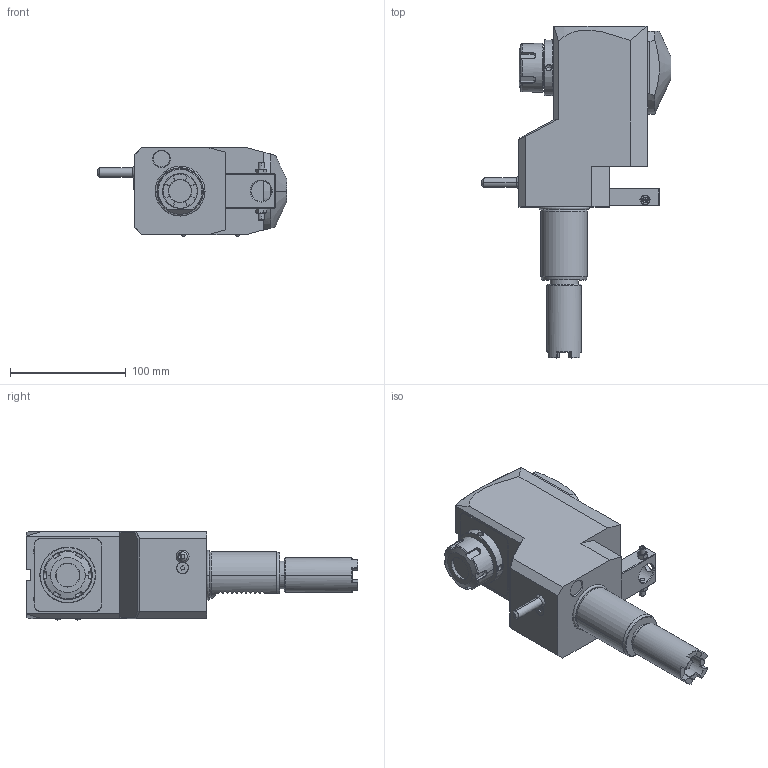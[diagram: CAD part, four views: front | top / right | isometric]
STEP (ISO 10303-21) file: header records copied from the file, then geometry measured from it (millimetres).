
FILE_DESCRIPTION((''),'2;1');
FILE_NAME('NGT1_40_451_25_1_2_120C','2017-03-21T',('vali'),('NOVA GRUP'),'PRO/ENGINEER BY PARAMETRIC TECHNOLOGY CORPORATION, 2010280','PRO/ENGINEER BY PARAMETRIC TECHNOLOGY CORPORATION, 2010280','');
FILE_SCHEMA(('CONFIG_CONTROL_DESIGN'));
Length unit declared in the file: millimetre
Products named in the file (1): NGT1_40_451_25_1_2_120C
Bounding box: 163.5 x 286.25 x 76.6 mm (x, y, z)
Volume: 1219307.6 mm3; surface area: 96151.4 mm2
Topology: 1 solids, 2 shells, 493 faces, 1242 edges, 764 vertices
Faces by surface type: plane 235, cylinder 95, cone 89, bspline 54, torus 12, sphere 6, extrusion 2
Entity records: 20702 total; most frequent: CARTESIAN_POINT 9623, ORIENTED_EDGE 2452, DIRECTION 2001, EDGE_CURVE 1226, VERTEX_POINT 764, AXIS2_PLACEMENT_3D 683, VECTOR 635, LINE 633
